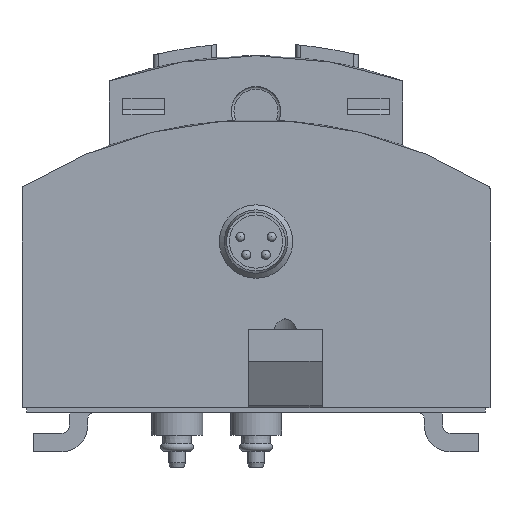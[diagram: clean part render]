
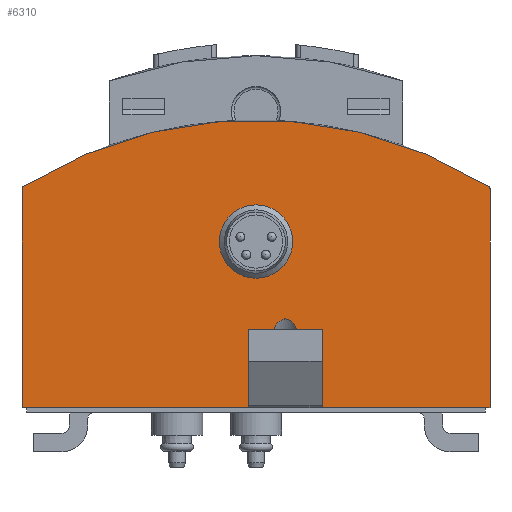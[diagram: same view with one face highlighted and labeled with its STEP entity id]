
A CAD part, front view. The second image highlights one B-rep face of the part: STEP entity #6310.
In plain terms, the highlighted planar face has unit normal (0, -1, 0).
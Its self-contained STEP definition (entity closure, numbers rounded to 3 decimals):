
#47=ELLIPSE('',#6646,3.4,1.7);
#206=CIRCLE('',#6637,48.);
#208=CIRCLE('',#6641,0.3);
#209=CIRCLE('',#6643,0.3);
#210=CIRCLE('',#6647,3.2);
#754=ORIENTED_EDGE('',*,*,#1794,.F.);
#755=ORIENTED_EDGE('',*,*,#1801,.T.);
#756=ORIENTED_EDGE('',*,*,#1802,.F.);
#757=ORIENTED_EDGE('',*,*,#1803,.F.);
#758=ORIENTED_EDGE('',*,*,#1804,.F.);
#759=ORIENTED_EDGE('',*,*,#1805,.F.);
#760=ORIENTED_EDGE('',*,*,#1806,.T.);
#761=ORIENTED_EDGE('',*,*,#1807,.T.);
#762=ORIENTED_EDGE('',*,*,#1799,.F.);
#763=ORIENTED_EDGE('',*,*,#1797,.F.);
#764=ORIENTED_EDGE('',*,*,#1789,.F.);
#765=ORIENTED_EDGE('',*,*,#1796,.F.);
#766=ORIENTED_EDGE('',*,*,#1808,.F.);
#1789=EDGE_CURVE('',#2348,#2349,#206,.T.);
#1794=EDGE_CURVE('',#2350,#2351,#2773,.T.);
#1796=EDGE_CURVE('',#2351,#2348,#208,.T.);
#1797=EDGE_CURVE('',#2349,#2352,#209,.T.);
#1799=EDGE_CURVE('',#2352,#2353,#2776,.T.);
#1801=EDGE_CURVE('',#2350,#2354,#2778,.T.);
#1802=EDGE_CURVE('',#2355,#2354,#2779,.T.);
#1803=EDGE_CURVE('',#2356,#2355,#2780,.T.);
#1804=EDGE_CURVE('',#2357,#2356,#47,.F.);
#1805=EDGE_CURVE('',#2358,#2357,#2781,.T.);
#1806=EDGE_CURVE('',#2358,#2359,#2782,.T.);
#1807=EDGE_CURVE('',#2359,#2353,#2783,.T.);
#1808=EDGE_CURVE('',#2360,#2360,#210,.F.);
#2348=VERTEX_POINT('',#8802);
#2349=VERTEX_POINT('',#8803);
#2350=VERTEX_POINT('',#8809);
#2351=VERTEX_POINT('',#8811);
#2352=VERTEX_POINT('',#8817);
#2353=VERTEX_POINT('',#8821);
#2354=VERTEX_POINT('',#8825);
#2355=VERTEX_POINT('',#8827);
#2356=VERTEX_POINT('',#8829);
#2357=VERTEX_POINT('',#8831);
#2358=VERTEX_POINT('',#8833);
#2359=VERTEX_POINT('',#8835);
#2360=VERTEX_POINT('',#8838);
#2773=LINE('',#8810,#3194);
#2776=LINE('',#8820,#3197);
#2778=LINE('',#8824,#3199);
#2779=LINE('',#8826,#3200);
#2780=LINE('',#8828,#3201);
#2781=LINE('',#8832,#3202);
#2782=LINE('',#8834,#3203);
#2783=LINE('',#8836,#3204);
#3194=VECTOR('',#7378,1000.);
#3197=VECTOR('',#7391,1000.);
#3199=VECTOR('',#7395,1000.);
#3200=VECTOR('',#7396,1000.);
#3201=VECTOR('',#7397,1000.);
#3202=VECTOR('',#7400,1000.);
#3203=VECTOR('',#7401,1000.);
#3204=VECTOR('',#7402,1000.);
#3563=EDGE_LOOP('',(#754,#755,#756,#757,#758,#759,#760,#761,#762,#763,#764,
#765));
#3564=EDGE_LOOP('',(#766));
#3914=FACE_BOUND('',#3563,.T.);
#3915=FACE_BOUND('',#3564,.T.);
#4221=PLANE('',#6645);
#6310=ADVANCED_FACE('',(#3914,#3915),#4221,.F.);
#6637=AXIS2_PLACEMENT_3D('',#8801,#7369,#7370);
#6641=AXIS2_PLACEMENT_3D('',#8814,#7382,#7383);
#6643=AXIS2_PLACEMENT_3D('',#8816,#7386,#7387);
#6645=AXIS2_PLACEMENT_3D('',#8823,#7393,#7394);
#6646=AXIS2_PLACEMENT_3D('',#8830,#7398,#7399);
#6647=AXIS2_PLACEMENT_3D('',#8837,#7403,#7404);
#7369=DIRECTION('',(0.,1.,0.));
#7370=DIRECTION('',(1.,0.,0.));
#7378=DIRECTION('',(0.,0.,1.));
#7382=DIRECTION('',(0.,1.,0.));
#7383=DIRECTION('',(1.,0.,0.));
#7386=DIRECTION('',(0.,1.,0.));
#7387=DIRECTION('',(1.,0.,0.));
#7391=DIRECTION('',(0.,0.,-1.));
#7393=DIRECTION('',(0.,1.,0.));
#7394=DIRECTION('',(0.,0.,1.));
#7395=DIRECTION('',(1.,0.,0.));
#7396=DIRECTION('',(0.,0.,-1.));
#7397=DIRECTION('',(-1.,0.,0.));
#7398=DIRECTION('',(0.,1.,0.));
#7399=DIRECTION('',(0.,0.,-1.));
#7400=DIRECTION('',(-1.,0.,0.));
#7401=DIRECTION('',(0.,0.,-1.));
#7402=DIRECTION('',(1.,0.,0.));
#7403=DIRECTION('',(0.,1.,0.));
#7404=DIRECTION('',(0.,0.,1.));
#8801=CARTESIAN_POINT('',(0.,-8.3,-36.15));
#8802=CARTESIAN_POINT('',(-25.358,-8.3,4.605));
#8803=CARTESIAN_POINT('',(25.358,-8.3,4.605));
#8809=CARTESIAN_POINT('',(-25.5,-8.3,-19.5));
#8810=CARTESIAN_POINT('',(-25.5,-8.3,-20.));
#8811=CARTESIAN_POINT('',(-25.5,-8.3,4.35));
#8814=CARTESIAN_POINT('',(-25.2,-8.3,4.35));
#8816=CARTESIAN_POINT('',(25.2,-8.3,4.35));
#8817=CARTESIAN_POINT('',(25.5,-8.3,4.35));
#8820=CARTESIAN_POINT('',(25.5,-8.3,4.35));
#8821=CARTESIAN_POINT('',(25.5,-8.3,-19.5));
#8823=CARTESIAN_POINT('',(-25.2,-8.3,4.35));
#8824=CARTESIAN_POINT('',(-25.2,-8.3,-19.5));
#8825=CARTESIAN_POINT('',(-0.8,-8.3,-19.5));
#8826=CARTESIAN_POINT('',(-0.8,-8.3,4.35));
#8827=CARTESIAN_POINT('',(-0.8,-8.3,-11.));
#8828=CARTESIAN_POINT('',(-25.2,-8.3,-11.));
#8829=CARTESIAN_POINT('',(1.919,-8.3,-11.));
#8830=CARTESIAN_POINT('',(3.2,-8.3,-13.236));
#8831=CARTESIAN_POINT('',(4.481,-8.3,-11.));
#8832=CARTESIAN_POINT('',(-25.2,-8.3,-11.));
#8833=CARTESIAN_POINT('',(7.2,-8.3,-11.));
#8834=CARTESIAN_POINT('',(7.2,-8.3,4.35));
#8835=CARTESIAN_POINT('',(7.2,-8.3,-19.5));
#8836=CARTESIAN_POINT('',(-25.2,-8.3,-19.5));
#8837=CARTESIAN_POINT('',(0.,-8.3,-1.4));
#8838=CARTESIAN_POINT('',(0.,-8.3,1.8));
